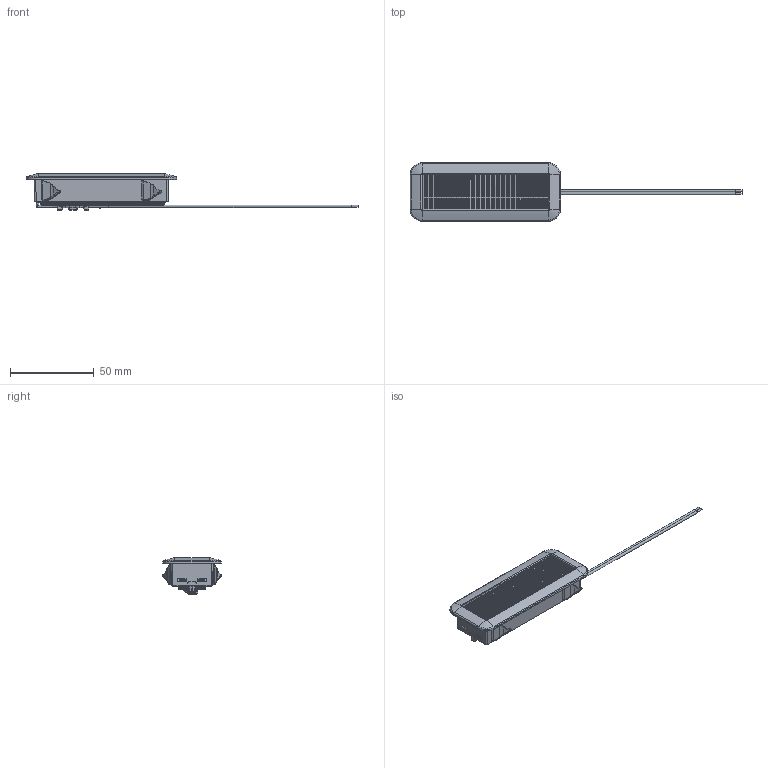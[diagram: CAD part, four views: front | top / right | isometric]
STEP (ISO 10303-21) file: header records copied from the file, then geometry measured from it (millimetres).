
FILE_DESCRIPTION(/* description */ ('Unknown'),/* implementation_level */ '2;1');
FILE_NAME(/* name */ 'F-80_mini_EinbaU_1185',/* time_stamp */ '2023-12-14T11:41:08+01:00',/* author */ ('Unknown'),/* organization */ ('Unknown'),/* preprocessor_version */ 'ST-DEVELOPER v16.7',/* originating_system */ 'Solid Edge',/* authorisation */ 'Unknown');
FILE_SCHEMA (('AUTOMOTIVE_DESIGN {1 0 10303 214 3 1 1}'));
Length unit declared in the file: millimetre
Products named in the file (1): F-80_mini_EinbaU_1185
Bounding box: 198.41 x 35.79 x 21.54 mm (x, y, z)
Volume: 36542.6 mm3; surface area: 14326.5 mm2
Topology: 1 solids, 1 shells, 996 faces, 2629 edges, 1690 vertices
Faces by surface type: plane 511, cylinder 276, bspline 132, cone 44, torus 33
Full cylindrical faces by diameter (mm): 1 x2, 1.5 x6, 2.5 x1
Entity records: 43605 total; most frequent: CARTESIAN_POINT 11848, ORIENTED_EDGE 5174, DIRECTION 4647, EDGE_CURVE 2587, VERTEX_POINT 1686, LINE 1641, VECTOR 1641, AXIS2_PLACEMENT_3D 1503
